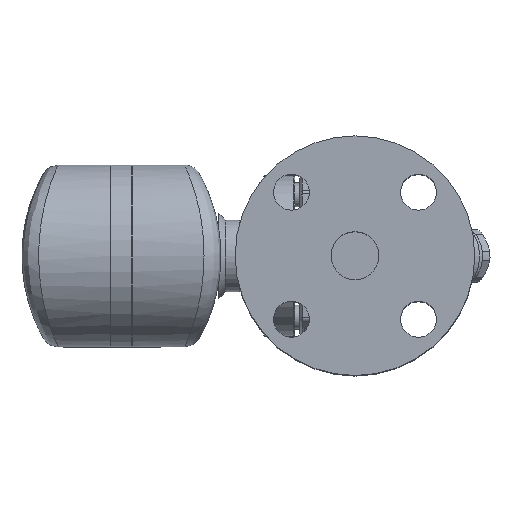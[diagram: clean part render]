
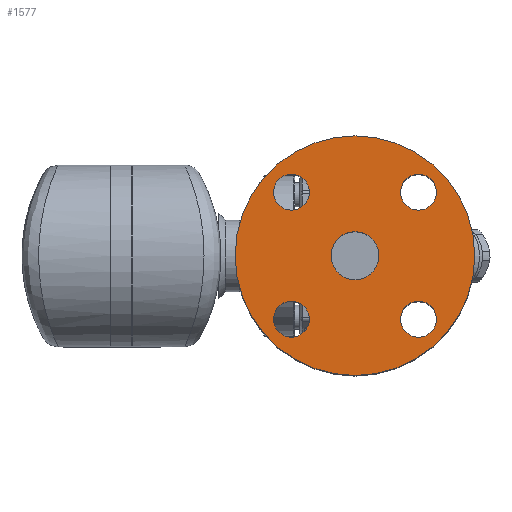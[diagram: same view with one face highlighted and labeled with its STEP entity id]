
A CAD part, top view. The second image highlights one B-rep face of the part: STEP entity #1577.
In plain terms, the highlighted planar face has unit normal (0, 0, 1).
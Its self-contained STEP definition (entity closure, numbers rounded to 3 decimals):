
#709=CARTESIAN_POINT('',(143.0,0.0,89.));
#710=VERTEX_POINT('',#709);
#711=CARTESIAN_POINT('',(93.,0.0,89.));
#712=DIRECTION('',(0.0,0.0,1.0));
#713=DIRECTION('',(1.0,0.0,0.0));
#714=AXIS2_PLACEMENT_3D('',#711,#712,#713);
#715=CIRCLE('',#714,50.);
#716=EDGE_CURVE('',#710,#710,#715,.T.);
#753=CARTESIAN_POINT('',(66.483,19.017,89.));
#754=VERTEX_POINT('',#753);
#755=CARTESIAN_POINT('',(66.483,26.517,89.));
#756=DIRECTION('',(0.0,0.0,-1.0));
#757=DIRECTION('',(0.0,-1.0,0.0));
#758=AXIS2_PLACEMENT_3D('',#755,#756,#757);
#759=CIRCLE('',#758,7.5);
#760=EDGE_CURVE('',#754,#754,#759,.T.);
#794=CARTESIAN_POINT('',(112.017,26.517,89.));
#795=VERTEX_POINT('',#794);
#796=CARTESIAN_POINT('',(119.517,26.517,89.));
#797=DIRECTION('',(0.0,0.0,-1.0));
#798=DIRECTION('',(-1.0,0.0,0.0));
#799=AXIS2_PLACEMENT_3D('',#796,#797,#798);
#800=CIRCLE('',#799,7.5);
#801=EDGE_CURVE('',#795,#795,#800,.T.);
#835=CARTESIAN_POINT('',(119.517,-19.017,89.));
#836=VERTEX_POINT('',#835);
#837=CARTESIAN_POINT('',(119.517,-26.517,89.));
#838=DIRECTION('',(0.0,0.0,-1.0));
#839=DIRECTION('',(0.0,1.0,0.0));
#840=AXIS2_PLACEMENT_3D('',#837,#838,#839);
#841=CIRCLE('',#840,7.5);
#842=EDGE_CURVE('',#836,#836,#841,.T.);
#876=CARTESIAN_POINT('',(73.983,-26.517,89.));
#877=VERTEX_POINT('',#876);
#878=CARTESIAN_POINT('',(66.483,-26.517,89.));
#879=DIRECTION('',(0.0,0.0,-1.0));
#880=DIRECTION('',(1.0,0.0,0.0));
#881=AXIS2_PLACEMENT_3D('',#878,#879,#880);
#882=CIRCLE('',#881,7.5);
#883=EDGE_CURVE('',#877,#877,#882,.T.);
#1522=CARTESIAN_POINT('',(103.,0.0,89.));
#1523=VERTEX_POINT('',#1522);
#1524=CARTESIAN_POINT('',(93.,0.0,89.));
#1525=DIRECTION('',(0.0,0.0,1.0));
#1526=DIRECTION('',(1.0,0.0,0.0));
#1527=AXIS2_PLACEMENT_3D('',#1524,#1525,#1526);
#1528=CIRCLE('',#1527,10.);
#1529=EDGE_CURVE('',#1523,#1523,#1528,.T.);
#1554=CARTESIAN_POINT('',(123.,0.0,89.));
#1555=DIRECTION('',(0.0,0.0,1.0));
#1556=DIRECTION('',(1.0,0.0,0.0));
#1557=AXIS2_PLACEMENT_3D('',#1554,#1555,#1556);
#1558=PLANE('',#1557);
#1559=ORIENTED_EDGE('',*,*,#716,.T.);
#1560=EDGE_LOOP('',(#1559));
#1561=FACE_OUTER_BOUND('',#1560,.T.);
#1562=ORIENTED_EDGE('',*,*,#760,.T.);
#1563=EDGE_LOOP('',(#1562));
#1564=FACE_BOUND('',#1563,.T.);
#1565=ORIENTED_EDGE('',*,*,#801,.T.);
#1566=EDGE_LOOP('',(#1565));
#1567=FACE_BOUND('',#1566,.T.);
#1568=ORIENTED_EDGE('',*,*,#842,.T.);
#1569=EDGE_LOOP('',(#1568));
#1570=FACE_BOUND('',#1569,.T.);
#1571=ORIENTED_EDGE('',*,*,#883,.T.);
#1572=EDGE_LOOP('',(#1571));
#1573=FACE_BOUND('',#1572,.T.);
#1574=ORIENTED_EDGE('',*,*,#1529,.F.);
#1575=EDGE_LOOP('',(#1574));
#1576=FACE_BOUND('',#1575,.T.);
#1577=ADVANCED_FACE('',(#1561,#1564,#1567,#1570,#1573,#1576),#1558,.T.);
